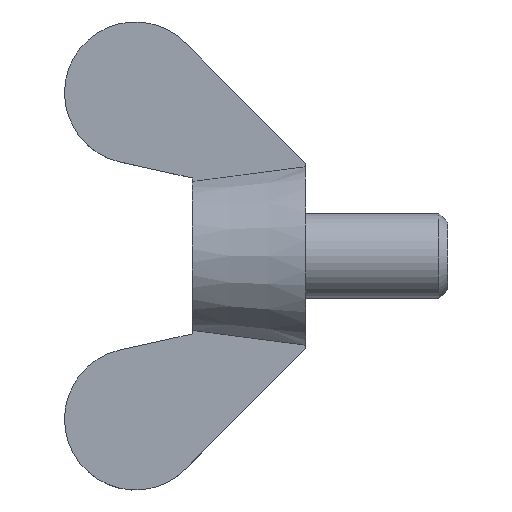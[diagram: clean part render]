
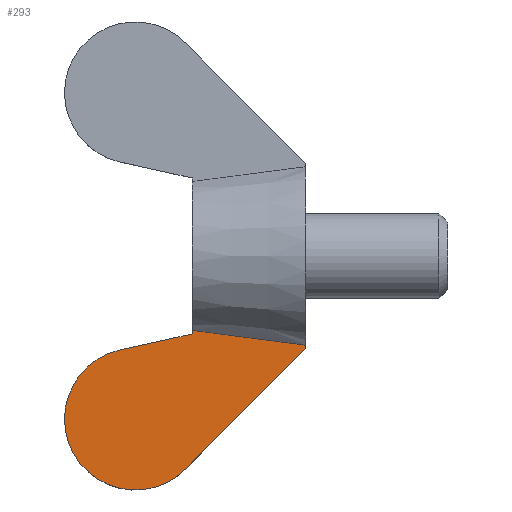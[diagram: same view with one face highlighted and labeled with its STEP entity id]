
A CAD part, top view. The second image highlights one B-rep face of the part: STEP entity #293.
In plain terms, the highlighted planar face has unit normal (0, 0, 1).
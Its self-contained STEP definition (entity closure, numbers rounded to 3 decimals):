
#28=LINE('',#451,#52);
#32=LINE('',#474,#56);
#37=LINE('',#491,#61);
#39=LINE('',#499,#63);
#52=VECTOR('',#357,1000.);
#56=VECTOR('',#371,1000.);
#61=VECTOR('',#388,1000.);
#63=VECTOR('',#398,1000.);
#75=PLANE('',#332);
#90=CIRCLE('',#331,5.);
#131=ORIENTED_EDGE('',*,*,#184,.F.);
#132=ORIENTED_EDGE('',*,*,#180,.T.);
#133=ORIENTED_EDGE('',*,*,#196,.T.);
#134=ORIENTED_EDGE('',*,*,#199,.T.);
#135=ORIENTED_EDGE('',*,*,#200,.T.);
#136=ORIENTED_EDGE('',*,*,#189,.T.);
#180=EDGE_CURVE('',#219,#218,#28,.T.);
#184=EDGE_CURVE('',#219,#221,#240,.T.);
#189=EDGE_CURVE('',#225,#221,#32,.T.);
#196=EDGE_CURVE('',#218,#230,#37,.T.);
#199=EDGE_CURVE('',#230,#232,#90,.T.);
#200=EDGE_CURVE('',#232,#225,#39,.T.);
#218=VERTEX_POINT('',#450);
#219=VERTEX_POINT('',#452);
#221=VERTEX_POINT('',#457);
#225=VERTEX_POINT('',#475);
#230=VERTEX_POINT('',#490);
#232=VERTEX_POINT('',#496);
#240=B_SPLINE_CURVE_WITH_KNOTS('',3,(#462,#463,#464,#465),.UNSPECIFIED.,
 .F.,.F.,(4,4),(0.015,0.023),.UNSPECIFIED.);
#253=EDGE_LOOP('',(#131,#132,#133,#134,#135,#136));
#273=FACE_BOUND('',#253,.T.);
#293=ADVANCED_FACE('',(#273),#75,.T.);
#331=AXIS2_PLACEMENT_3D('',#497,#394,#395);
#332=AXIS2_PLACEMENT_3D('',#498,#396,#397);
#357=DIRECTION('',(0.,-1.,0.));
#371=DIRECTION('',(0.,1.,0.));
#388=DIRECTION('',(-0.977,-0.215,0.));
#394=DIRECTION('',(0.,0.,1.));
#395=DIRECTION('',(1.,0.,0.));
#396=DIRECTION('',(0.,0.,1.));
#397=DIRECTION('',(1.,0.,0.));
#398=DIRECTION('',(0.704,0.71,0.));
#450=CARTESIAN_POINT('',(-8.,-5.5,1.65));
#451=CARTESIAN_POINT('',(-8.,5.5,1.65));
#452=CARTESIAN_POINT('',(-8.,-5.247,1.65));
#457=CARTESIAN_POINT('',(0.,-6.287,1.65));
#462=CARTESIAN_POINT('',(-8.,-5.247,1.65));
#463=CARTESIAN_POINT('',(-5.334,-5.596,1.65));
#464=CARTESIAN_POINT('',(-2.667,-5.942,1.65));
#465=CARTESIAN_POINT('',(0.,-6.287,1.65));
#474=CARTESIAN_POINT('',(0.,-6.5,1.65));
#475=CARTESIAN_POINT('',(0.,-6.5,1.65));
#490=CARTESIAN_POINT('',(-13.075,-6.617,1.65));
#491=CARTESIAN_POINT('',(-8.,-5.5,1.65));
#496=CARTESIAN_POINT('',(-8.45,-15.021,1.65));
#497=CARTESIAN_POINT('',(-12.,-11.5,1.65));
#498=CARTESIAN_POINT('',(-12.,-11.5,1.65));
#499=CARTESIAN_POINT('',(-8.45,-15.021,1.65));
